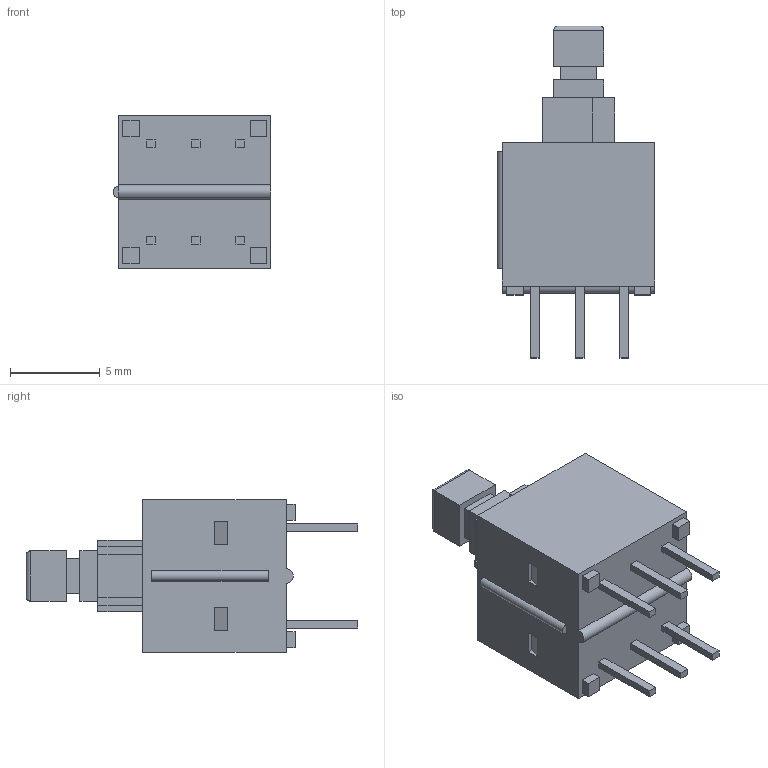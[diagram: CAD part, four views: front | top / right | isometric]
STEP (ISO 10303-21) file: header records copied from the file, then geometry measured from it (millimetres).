
FILE_DESCRIPTION (( 'STEP AP214' ), '1' );
FILE_NAME ('TL2201EEZA.STEP', '2023-03-07T04:37:13', ( '' ), ( '' ), 'SwSTEP 2.0', 'SolidWorks 2017', '' );
FILE_SCHEMA (( 'AUTOMOTIVE_DESIGN' ));
Length unit declared in the file: millimetre
Products named in the file (2): TL2201EEZA; TL2201EEZA_TL2201EEZA
Assembly tree (1 placements, depth 2):
  TL2201EEZA
    TL2201EEZA_TL2201EEZA
Bounding box: 8.8 x 18.5 x 8.5 mm (x, y, z)
Volume: 408.7 mm3; surface area: 1055 mm2
Topology: 1 solids, 1 shells, 202 faces, 522 edges, 344 vertices
Faces by surface type: plane 193, cylinder 9
Entity records: 6094 total; most frequent: CARTESIAN_POINT 1084, ORIENTED_EDGE 1044, DIRECTION 940, EDGE_CURVE 522, LINE 508, VECTOR 508, VERTEX_POINT 344, EDGE_LOOP 228
